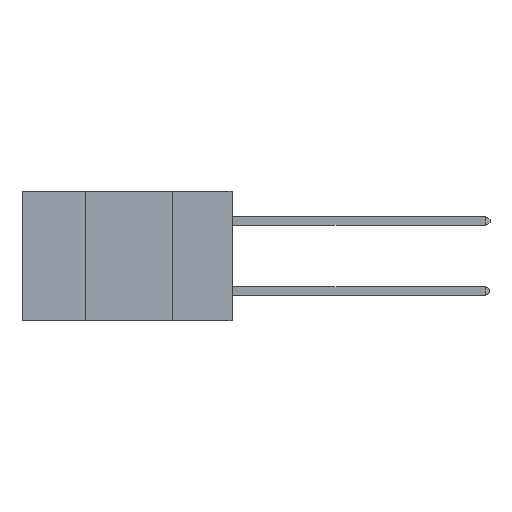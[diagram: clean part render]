
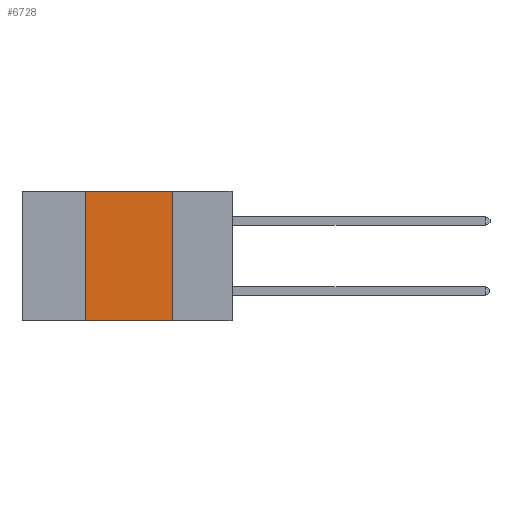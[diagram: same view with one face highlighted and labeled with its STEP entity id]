
A CAD part, left-side view. The second image highlights one B-rep face of the part: STEP entity #6728.
In plain terms, the highlighted planar face has unit normal (-1, 0, 0).
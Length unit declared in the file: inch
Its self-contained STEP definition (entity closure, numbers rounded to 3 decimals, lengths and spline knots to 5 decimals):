
#83 = ORIENTED_EDGE ( 'NONE', *, *, #5071, .F. ) ;
#438 = LINE ( 'NONE', #10984, #7305 ) ;
#975 = DIRECTION ( 'NONE',  ( 0., -1., 0. ) ) ;
#1009 = CARTESIAN_POINT ( 'NONE',  ( 0., 0.17, 0. ) ) ;
#1657 = CARTESIAN_POINT ( 'NONE',  ( 0., 0.6, 0. ) ) ;
#1708 = DIRECTION ( 'NONE',  ( 0., 0., -1. ) ) ;
#2151 = LINE ( 'NONE', #16275, #15290 ) ;
#3099 = VERTEX_POINT ( 'NONE', #16174 ) ;
#3433 = EDGE_CURVE ( 'NONE', #3099, #11759, #438, .T. ) ;
#3523 = ORIENTED_EDGE ( 'NONE', *, *, #3433, .F. ) ;
#3639 = CARTESIAN_POINT ( 'NONE',  ( 0., 0.6, -0.37 ) ) ;
#3723 = VERTEX_POINT ( 'NONE', #10748 ) ;
#3733 = LINE ( 'NONE', #1009, #13079 ) ;
#4554 = AXIS2_PLACEMENT_3D ( 'NONE', #1657, #9658, #1708 ) ;
#5071 = EDGE_CURVE ( 'NONE', #11759, #3723, #2151, .T. ) ;
#5358 = CARTESIAN_POINT ( 'NONE',  ( 0., 0.17, -0.37 ) ) ;
#6312 = EDGE_CURVE ( 'NONE', #3099, #13214, #11089, .T. ) ;
#6728 = ADVANCED_FACE ( 'NONE', ( #8587 ), #7167, .F. ) ;
#7167 = PLANE ( 'NONE',  #4554 ) ;
#7305 = VECTOR ( 'NONE', #9575, 39.37008 ) ;
#8573 = EDGE_CURVE ( 'NONE', #3723, #13214, #3733, .T. ) ;
#8587 = FACE_OUTER_BOUND ( 'NONE', #16172, .T. ) ;
#8605 = VECTOR ( 'NONE', #11357, 39.37008 ) ;
#9320 = ORIENTED_EDGE ( 'NONE', *, *, #6312, .T. ) ;
#9575 = DIRECTION ( 'NONE',  ( 0., 0., 1. ) ) ;
#9658 = DIRECTION ( 'NONE',  ( 1., 0., 0. ) ) ;
#10252 = DIRECTION ( 'NONE',  ( 0., 0., -1. ) ) ;
#10748 = CARTESIAN_POINT ( 'NONE',  ( 0., 0.17, 0. ) ) ;
#10984 = CARTESIAN_POINT ( 'NONE',  ( 0., 0.42, 0. ) ) ;
#11044 = CARTESIAN_POINT ( 'NONE',  ( 0., 0.42, 0. ) ) ;
#11089 = LINE ( 'NONE', #3639, #8605 ) ;
#11357 = DIRECTION ( 'NONE',  ( 0., -1., 0. ) ) ;
#11759 = VERTEX_POINT ( 'NONE', #11044 ) ;
#13049 = ORIENTED_EDGE ( 'NONE', *, *, #8573, .F. ) ;
#13079 = VECTOR ( 'NONE', #10252, 39.37008 ) ;
#13214 = VERTEX_POINT ( 'NONE', #5358 ) ;
#15290 = VECTOR ( 'NONE', #975, 39.37008 ) ;
#16172 = EDGE_LOOP ( 'NONE', ( #13049, #83, #3523, #9320 ) ) ;
#16174 = CARTESIAN_POINT ( 'NONE',  ( 0., 0.42, -0.37 ) ) ;
#16275 = CARTESIAN_POINT ( 'NONE',  ( 0., 0.6, 0. ) ) ;
